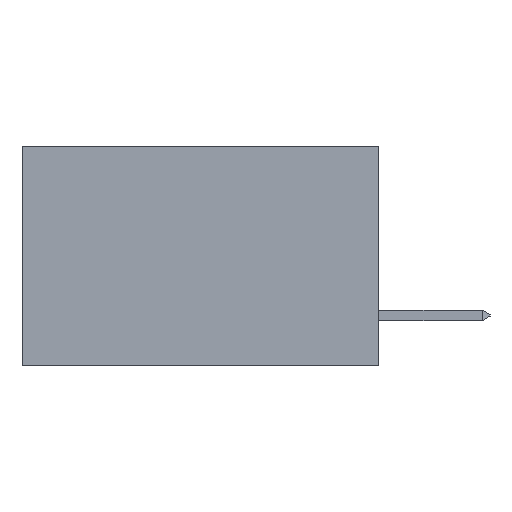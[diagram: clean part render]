
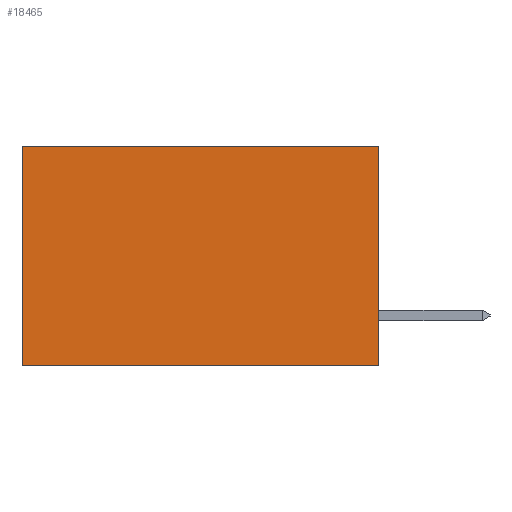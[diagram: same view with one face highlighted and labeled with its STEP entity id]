
A CAD part, left-side view. The second image highlights one B-rep face of the part: STEP entity #18465.
In plain terms, the highlighted planar face has unit normal (-1, 0, 0).
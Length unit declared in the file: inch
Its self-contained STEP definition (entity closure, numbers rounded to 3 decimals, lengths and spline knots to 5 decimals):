
#261 = EDGE_CURVE ( 'NONE', #12492, #1472, #14285, .T. ) ;
#374 = VECTOR ( 'NONE', #10755, 39.37008 ) ;
#1031 = CARTESIAN_POINT ( 'NONE',  ( 0.298, 0., 0. ) ) ;
#1472 = VERTEX_POINT ( 'NONE', #12584 ) ;
#1542 = ORIENTED_EDGE ( 'NONE', *, *, #8667, .F. ) ;
#2591 = CARTESIAN_POINT ( 'NONE',  ( 0.298, 0., -0.37 ) ) ;
#2780 = PLANE ( 'NONE',  #15896 ) ;
#3493 = EDGE_CURVE ( 'NONE', #20648, #19643, #21173, .T. ) ;
#3718 = ORIENTED_EDGE ( 'NONE', *, *, #3493, .F. ) ;
#4104 = ORIENTED_EDGE ( 'NONE', *, *, #261, .T. ) ;
#4506 = DIRECTION ( 'NONE',  ( 1., 0., 0. ) ) ;
#5334 = CARTESIAN_POINT ( 'NONE',  ( 0.298, 0., 0. ) ) ;
#6398 = CARTESIAN_POINT ( 'NONE',  ( 0.298, 0., 0. ) ) ;
#6858 = VECTOR ( 'NONE', #21209, 39.37008 ) ;
#8542 = CARTESIAN_POINT ( 'NONE',  ( 0.298, 0.6, -0.37 ) ) ;
#8667 = EDGE_CURVE ( 'NONE', #12492, #20648, #8723, .T. ) ;
#8723 = LINE ( 'NONE', #20373, #21886 ) ;
#9079 = VECTOR ( 'NONE', #13160, 39.37008 ) ;
#9622 = LINE ( 'NONE', #20002, #9079 ) ;
#10755 = DIRECTION ( 'NONE',  ( 0., 1., 0. ) ) ;
#11598 = ORIENTED_EDGE ( 'NONE', *, *, #17205, .T. ) ;
#12492 = VERTEX_POINT ( 'NONE', #5334 ) ;
#12584 = CARTESIAN_POINT ( 'NONE',  ( 0.298, 0.6, 0. ) ) ;
#13160 = DIRECTION ( 'NONE',  ( 0., 0., -1. ) ) ;
#14285 = LINE ( 'NONE', #6398, #374 ) ;
#14960 = FACE_OUTER_BOUND ( 'NONE', #21172, .T. ) ;
#15051 = CARTESIAN_POINT ( 'NONE',  ( 0.298, 0., -0.37 ) ) ;
#15896 = AXIS2_PLACEMENT_3D ( 'NONE', #1031, #4506, #16685 ) ;
#16685 = DIRECTION ( 'NONE',  ( 0., 0., -1. ) ) ;
#17205 = EDGE_CURVE ( 'NONE', #1472, #19643, #9622, .T. ) ;
#18465 = ADVANCED_FACE ( 'NONE', ( #14960 ), #2780, .F. ) ;
#19643 = VERTEX_POINT ( 'NONE', #8542 ) ;
#20002 = CARTESIAN_POINT ( 'NONE',  ( 0.298, 0.6, 0. ) ) ;
#20373 = CARTESIAN_POINT ( 'NONE',  ( 0.298, 0., 0. ) ) ;
#20565 = DIRECTION ( 'NONE',  ( 0., 0., -1. ) ) ;
#20648 = VERTEX_POINT ( 'NONE', #2591 ) ;
#21172 = EDGE_LOOP ( 'NONE', ( #11598, #3718, #1542, #4104 ) ) ;
#21173 = LINE ( 'NONE', #15051, #6858 ) ;
#21209 = DIRECTION ( 'NONE',  ( 0., 1., 0. ) ) ;
#21886 = VECTOR ( 'NONE', #20565, 39.37008 ) ;
